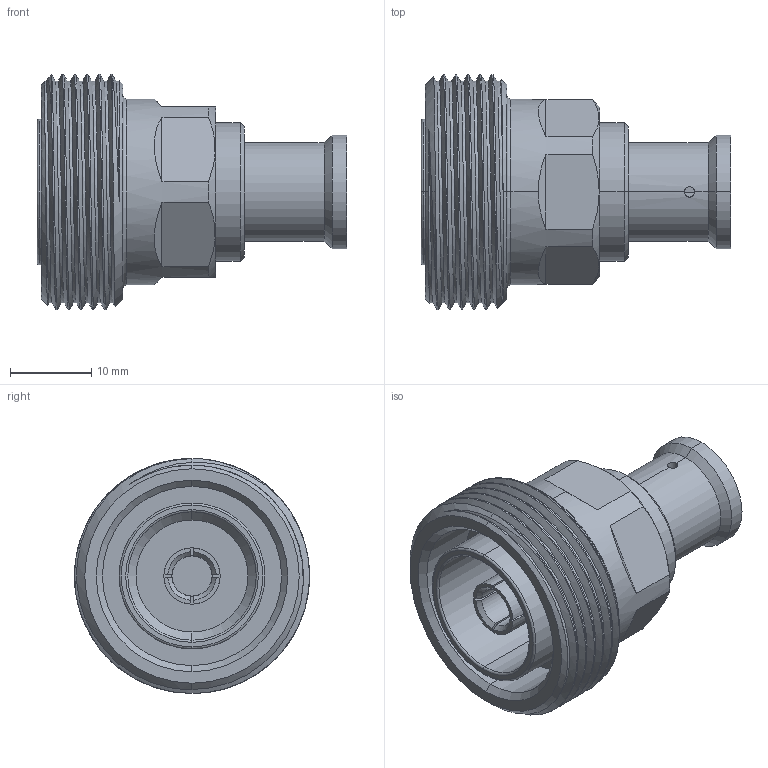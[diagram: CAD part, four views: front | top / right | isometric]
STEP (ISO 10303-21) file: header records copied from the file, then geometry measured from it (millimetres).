
FILE_DESCRIPTION (( 'STEP AP214' ), '1' );
FILE_NAME ('TC-SPP375-716F-LP.step', '2021-05-04T14:32:08', ( '' ), ( '' ), 'SwSTEP 2.0', 'SolidWorks 2020', '' );
FILE_SCHEMA (( 'AUTOMOTIVE_DESIGN' ));
Length unit declared in the file: inch
Products named in the file (1): TC-SPP375-716F-LP
Bounding box: 38.2 x 29 x 29 mm (x, y, z)
Volume: 8956.9 mm3; surface area: 6323.5 mm2
Topology: 1 solids, 1 shells, 101 faces, 257 edges, 164 vertices
Faces by surface type: plane 38, cylinder 33, cone 21, torus 6, bspline 3
Entity records: 5982 total; most frequent: CARTESIAN_POINT 3575, ORIENTED_EDGE 514, DIRECTION 483, EDGE_CURVE 257, AXIS2_PLACEMENT_3D 191, VERTEX_POINT 164, EDGE_LOOP 109, VECTOR 101
